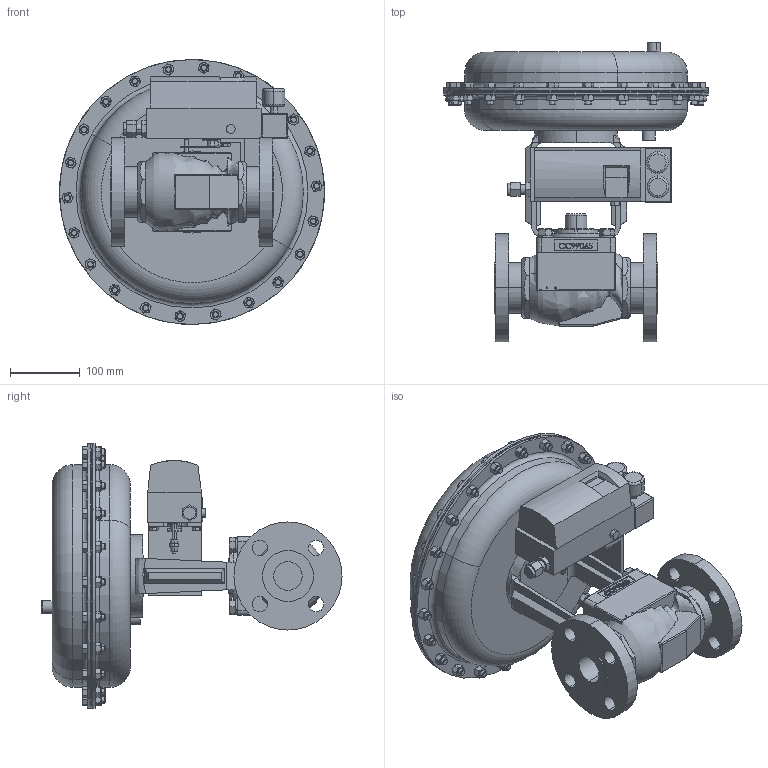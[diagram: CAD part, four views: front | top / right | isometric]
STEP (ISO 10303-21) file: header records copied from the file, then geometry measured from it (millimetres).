
FILE_DESCRIPTION (( 'STEP AP203' ), '1' );
FILE_NAME ('78SP-150-BR+CS+S6-I3-85M-16IQ.step', '2017-09-25T17:11:38', ( '' ), ( '' ), 'SwSTEP 2.0', 'SolidWorks 2014', '' );
FILE_SCHEMA (( 'CONFIG_CONTROL_DESIGN' ));
Products named in the file (1): 78SP-150-BR+CS+S6-I3-85M-16IQ
Bounding box: 381 x 431.44 x 381 mm (x, y, z)
Volume: 13173994.9 mm3; surface area: 730714.6 mm2
Topology: 1 solids, 1 shells, 1569 faces, 3777 edges, 2332 vertices
Faces by surface type: plane 700, cone 488, cylinder 255, bspline 104, torus 18, sphere 4
Entity records: 79297 total; most frequent: CARTESIAN_POINT 44723, ORIENTED_EDGE 7544, DIRECTION 6444, EDGE_CURVE 3772, AXIS2_PLACEMENT_3D 2448, VERTEX_POINT 2332, EDGE_LOOP 1772, FACE_OUTER_BOUND 1569
